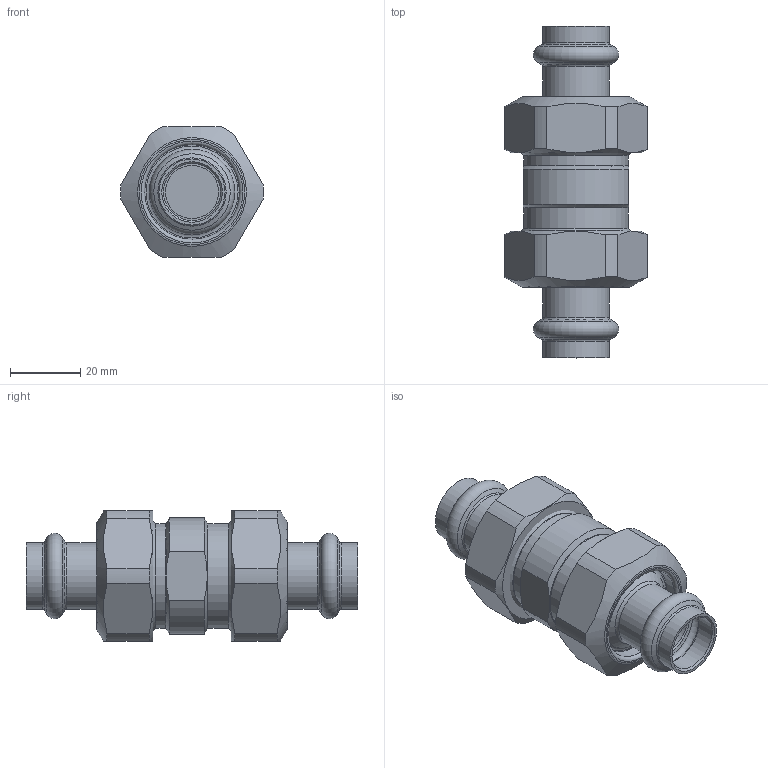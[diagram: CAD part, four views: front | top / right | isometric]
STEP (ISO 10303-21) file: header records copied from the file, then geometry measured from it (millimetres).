
FILE_DESCRIPTION(/* description */ (''),/* implementation_level */ '2;1');
FILE_NAME(/* name */ '304746A _Simplify_1.stp',/* time_stamp */ '2025-08-21T09:43:28-05:00',/* author */ ('ischreiner'),/* organization */ (''),/* preprocessor_version */ 'ST-DEVELOPER v20',/* originating_system */ 'Autodesk Inventor 2025',/* authorisation */ '');
FILE_SCHEMA (('AUTOMOTIVE_DESIGN { 1 0 10303 214 3 1 1 }'));
Length unit declared in the file: inch
Products named in the file (1): 304746A _Simplify_1
Bounding box: 40.63 x 94.36 x 37.08 mm (x, y, z)
Volume: 54127.8 mm3; surface area: 23287.3 mm2
Topology: 5 solids, 5 shells, 116 faces, 252 edges, 152 vertices
Faces by surface type: cylinder 36, plane 30, cone 26, torus 24
Full cylindrical faces by diameter (mm): 15.113 x2, 16.205 x4, 18.796 x4, 26.924 x2, 29.591 x2, 29.8 x2, 30 x2, 30.302 x2, 33 x2
Entity records: 3389 total; most frequent: CARTESIAN_POINT 621, DIRECTION 602, ORIENTED_EDGE 504, AXIS2_PLACEMENT_3D 265, EDGE_CURVE 252, VERTEX_POINT 152, CIRCLE 148, EDGE_LOOP 130
